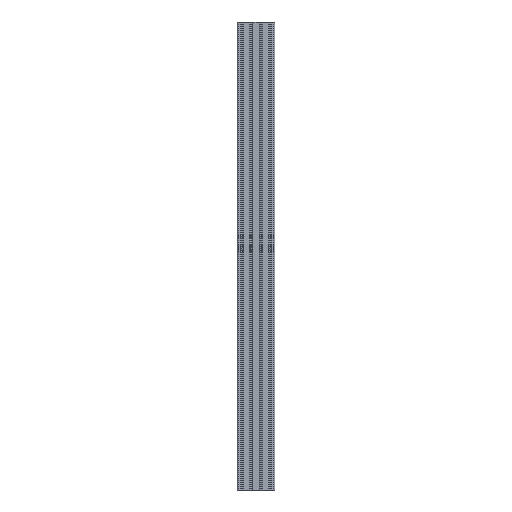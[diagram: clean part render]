
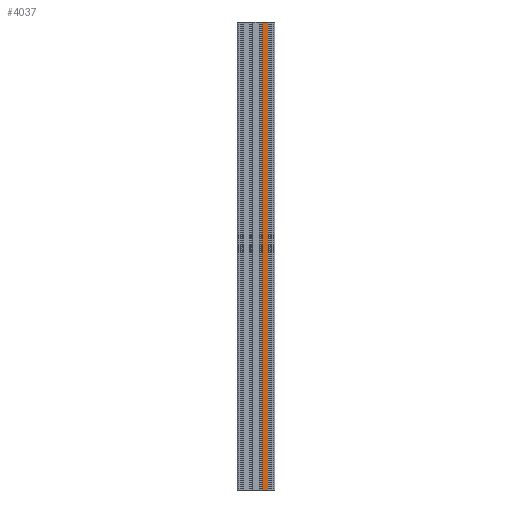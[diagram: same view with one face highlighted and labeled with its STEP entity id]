
A CAD part, front view. The second image highlights one B-rep face of the part: STEP entity #4037.
In plain terms, the highlighted planar face has unit normal (0, -1, 0).
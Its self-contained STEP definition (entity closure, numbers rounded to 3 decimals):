
#405=FACE_OUTER_BOUND($,#617,.T.);
#617=EDGE_LOOP($,(#2847,#2848,#2849,#2850));
#887=LINE($,#6195,#1295);
#888=LINE($,#6198,#1296);
#889=LINE($,#6200,#1297);
#890=LINE($,#6201,#1298);
#1295=VECTOR($,#4944,1000.);
#1296=VECTOR($,#4947,13.4);
#1297=VECTOR($,#4948,13.4);
#1298=VECTOR($,#4949,1000.);
#1711=VERTEX_POINT($,#6191);
#1712=VERTEX_POINT($,#6193);
#1713=VERTEX_POINT($,#6197);
#1714=VERTEX_POINT($,#6199);
#2177=EDGE_CURVE($,#1711,#1712,#887,.T.);
#2178=EDGE_CURVE($,#1713,#1711,#888,.T.);
#2179=EDGE_CURVE($,#1714,#1712,#889,.T.);
#2180=EDGE_CURVE($,#1713,#1714,#890,.T.);
#2847=ORIENTED_EDGE($,*,*,#2178,.T.);
#2848=ORIENTED_EDGE($,*,*,#2177,.T.);
#2849=ORIENTED_EDGE($,*,*,#2179,.F.);
#2850=ORIENTED_EDGE($,*,*,#2180,.F.);
#3904=PLANE($,#4308);
#4037=ADVANCED_FACE($,(#405),#3904,.T.);
#4308=AXIS2_PLACEMENT_3D($,#6196,#4945,#4946);
#4944=DIRECTION($,(0.,0.,1.));
#4945=DIRECTION('center_axis',(0.,-1.,0.));
#4946=DIRECTION('ref_axis',(1.,0.,0.));
#4947=DIRECTION($,(1.,0.,0.));
#4948=DIRECTION($,(1.,0.,0.));
#4949=DIRECTION($,(0.,0.,1.));
#6191=CARTESIAN_POINT('',(13.4,-20.,0.));
#6193=CARTESIAN_POINT('',(13.4,-20.,1000.));
#6195=CARTESIAN_POINT($,(13.4,-20.,0.));
#6196=CARTESIAN_POINT('Origin',(0.,-20.,
0.));
#6197=CARTESIAN_POINT('',(0.,-20.,0.));
#6198=CARTESIAN_POINT($,(0.,-20.,0.));
#6199=CARTESIAN_POINT('',(0.,-20.,1000.));
#6200=CARTESIAN_POINT($,(0.,-20.,1000.));
#6201=CARTESIAN_POINT($,(0.,-20.,0.));
